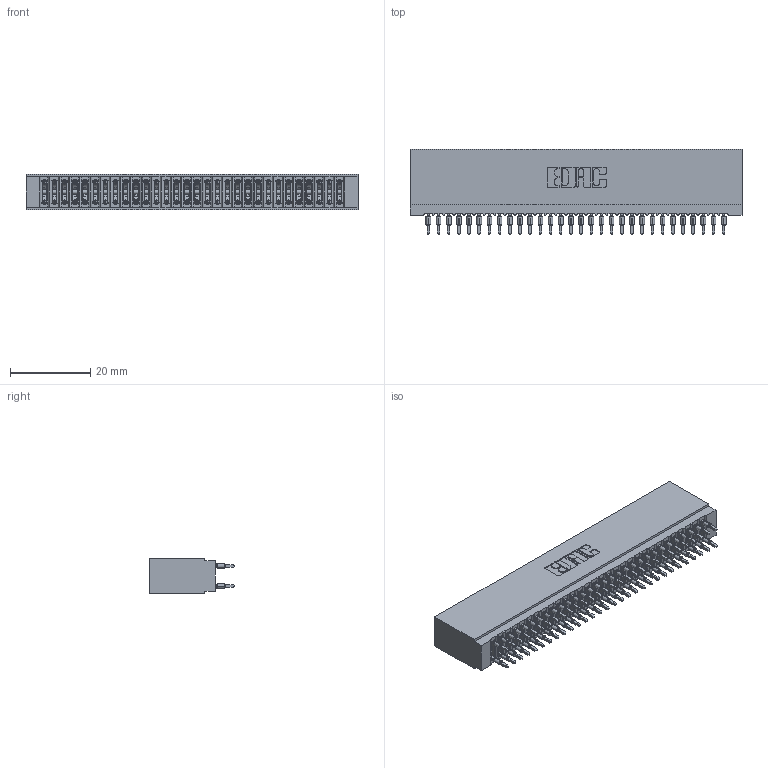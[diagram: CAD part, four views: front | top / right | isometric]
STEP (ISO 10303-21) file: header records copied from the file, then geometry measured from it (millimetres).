
FILE_DESCRIPTION (( 'STEP AP203' ), '1' );
FILE_NAME ('745-060-525-201.STEP', '2026-02-26T18:57:18', ( '' ), ( '' ), 'SwSTEP 2.0', 'SolidWorks 2023', '' );
FILE_SCHEMA (( 'CONFIG_CONTROL_DESIGN' ));
Length unit declared in the file: millimetre
Products named in the file (3): 745 Part_Insulator Option - 01; 745-292-001_525; 745-060-525-201
Assembly tree (61 placements, depth 2):
  745-060-525-201
    745 Part_Insulator Option - 01
    745-292-001_525  x60
Bounding box: 82.8 x 21.22 x 8.89 mm (x, y, z)
Volume: 7513.6 mm3; surface area: 14940.8 mm2
Topology: 61 solids, 61 shells, 5465 faces, 14688 edges, 9232 vertices
Faces by surface type: plane 2815, bspline 1200, cylinder 1090, torus 360
Entity records: 52144 total; most frequent: CARTESIAN_POINT 9551, ORIENTED_EDGE 8962, DIRECTION 7839, EDGE_CURVE 4481, LINE 4119, VECTOR 4119, VERTEX_POINT 2860, AXIS2_PLACEMENT_3D 1860
